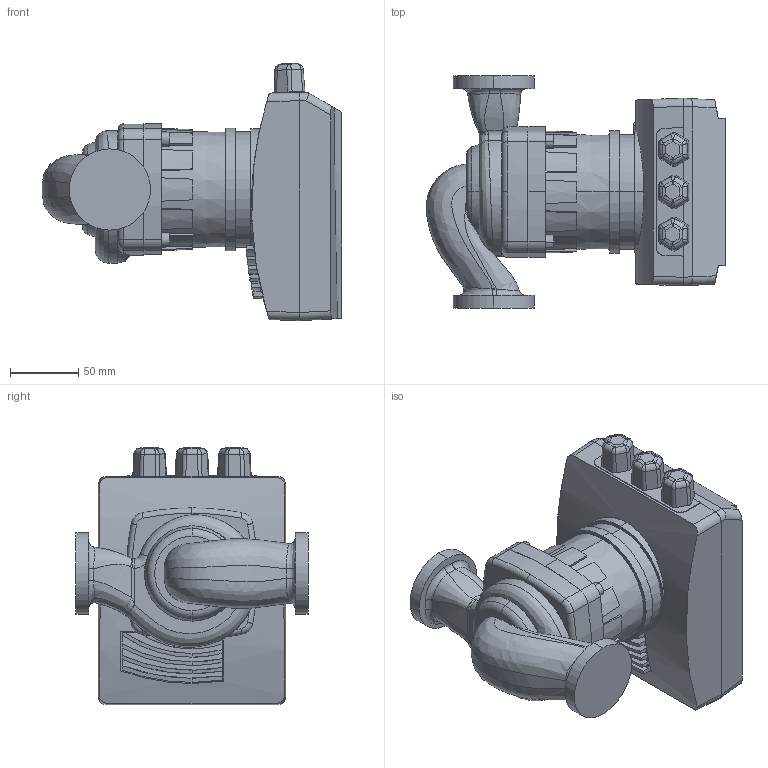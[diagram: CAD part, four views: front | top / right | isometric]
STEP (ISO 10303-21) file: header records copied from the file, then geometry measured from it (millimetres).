
FILE_DESCRIPTION (( 'STEP AP203' ), '1' );
FILE_NAME ('A12KW A13KW A14KW A15KW.STEP', '2010-11-05T08:55:58', ( ' ' ), ( '' ), 'SwSTEP 2.0', 'SolidWorks 2008', '' );
FILE_SCHEMA (( 'CONFIG_CONTROL_DESIGN' ));
Length unit declared in the file: millimetre
Products named in the file (3): A12KW A13KW A14KW A15KW; Pumpengehäuse_Standard; Motor kompl_Standard
Assembly tree (2 placements, depth 2):
  A12KW A13KW A14KW A15KW
    Pumpengehäuse_Standard
    Motor kompl_Standard
Bounding box: 219.15 x 170 x 188.32 mm (x, y, z)
Volume: 2380928.7 mm3; surface area: 188623.1 mm2
Topology: 4 solids, 4 shells, 487 faces, 1231 edges, 779 vertices
Faces by surface type: plane 195, cylinder 171, bspline 78, cone 17, torus 14, sphere 12
Entity records: 24271 total; most frequent: CARTESIAN_POINT 13207, ORIENTED_EDGE 2462, DIRECTION 1991, EDGE_CURVE 1231, VERTEX_POINT 779, AXIS2_PLACEMENT_3D 717, VECTOR 557, LINE 557
